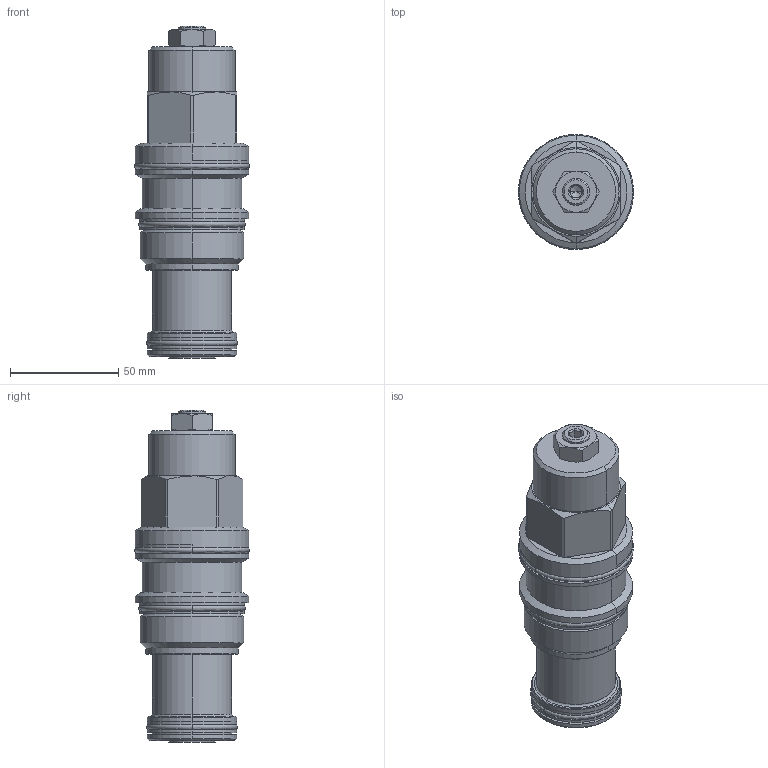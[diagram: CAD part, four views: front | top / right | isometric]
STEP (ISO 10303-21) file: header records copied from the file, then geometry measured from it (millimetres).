
FILE_DESCRIPTION((''),'2;1');
FILE_NAME('CBIB-LHN_PRT','2015-06-10T',('Administrator'),(''),'PRO/ENGINEER BY PARAMETRIC TECHNOLOGY CORPORATION, 2006240','PRO/ENGINEER BY PARAMETRIC TECHNOLOGY CORPORATION, 2006240','');
FILE_SCHEMA(('CONFIG_CONTROL_DESIGN'));
Length unit declared in the file: inch
Products named in the file (1): CBIB-LHN_PRT
Bounding box: 53.06 x 53.06 x 153.14 mm (x, y, z)
Volume: 215175.5 mm3; surface area: 31742.3 mm2
Topology: 4 solids, 6 shells, 178 faces, 382 edges, 225 vertices
Faces by surface type: cylinder 56, plane 46, cone 44, torus 20, revolution 12
Entity records: 6032 total; most frequent: CARTESIAN_POINT 2149, DIRECTION 838, ORIENTED_EDGE 756, EDGE_CURVE 378, AXIS2_PLACEMENT_3D 354, VERTEX_POINT 225, EDGE_LOOP 199, CIRCLE 188
